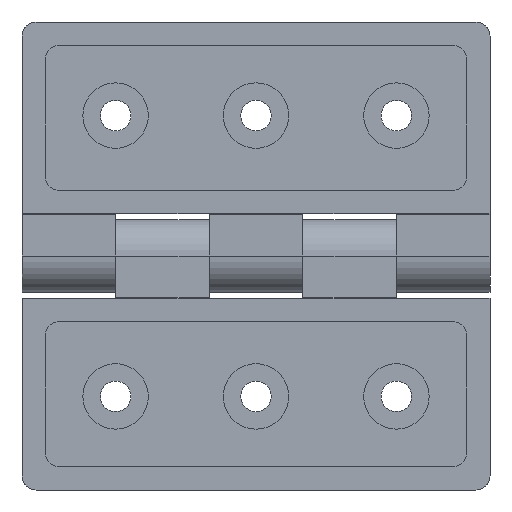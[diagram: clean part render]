
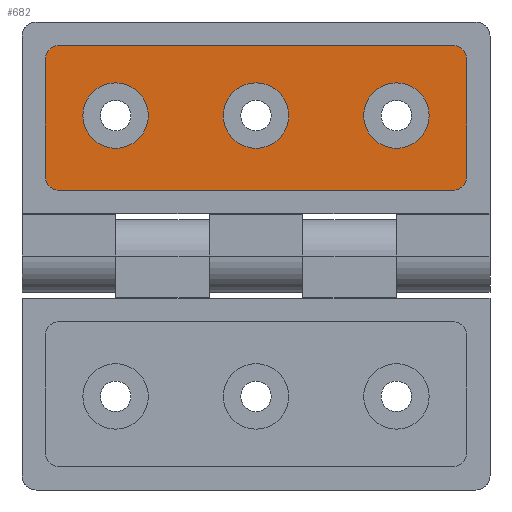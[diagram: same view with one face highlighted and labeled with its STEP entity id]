
A CAD part, front view. The second image highlights one B-rep face of the part: STEP entity #682.
In plain terms, the highlighted planar face has unit normal (0, -1, 0).
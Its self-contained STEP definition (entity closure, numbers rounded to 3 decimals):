
#194 = EDGE_CURVE ( 'NONE', #205, #204, #1784, .T. ) ;
#204 = VERTEX_POINT ( 'NONE', #1823 ) ;
#205 = VERTEX_POINT ( 'NONE', #1822 ) ;
#244 = EDGE_CURVE ( 'NONE', #245, #246, #1869, .T. ) ;
#245 = VERTEX_POINT ( 'NONE', #1926 ) ;
#246 = VERTEX_POINT ( 'NONE', #1925 ) ;
#263 = EDGE_CURVE ( 'NONE', #264, #265, #1956, .T. ) ;
#264 = VERTEX_POINT ( 'NONE', #1951 ) ;
#265 = VERTEX_POINT ( 'NONE', #1950 ) ;
#591 = VERTEX_POINT ( 'NONE', #2486 ) ;
#593 = EDGE_CURVE ( 'NONE', #594, #591, #2485, .T. ) ;
#594 = VERTEX_POINT ( 'NONE', #2480 ) ;
#627 = VERTEX_POINT ( 'NONE', #2515 ) ;
#635 = EDGE_CURVE ( 'NONE', #636, #627, #2571, .T. ) ;
#636 = VERTEX_POINT ( 'NONE', #2567 ) ;
#643 = EDGE_CURVE ( 'NONE', #644, #662, #2556, .T. ) ;
#644 = VERTEX_POINT ( 'NONE', #2552 ) ;
#652 = EDGE_CURVE ( 'NONE', #653, #594, #2604, .T. ) ;
#653 = VERTEX_POINT ( 'NONE', #2600 ) ;
#661 = EDGE_CURVE ( 'NONE', #662, #653, #2588, .T. ) ;
#662 = VERTEX_POINT ( 'NONE', #2584 ) ;
#666 = EDGE_CURVE ( 'NONE', #265, #264, #2582, .T. ) ;
#667 = EDGE_LOOP ( 'NONE', ( #668, #669 ) ) ;
#668 = ORIENTED_EDGE ( 'NONE', *, *, #194, .F. ) ;
#669 = ORIENTED_EDGE ( 'NONE', *, *, #670, .F. ) ;
#670 = EDGE_CURVE ( 'NONE', #204, #205, #2577, .T. ) ;
#671 = EDGE_LOOP ( 'NONE', ( #672, #673, #674, #675, #676, #677, #732, #733 ) ) ;
#672 = ORIENTED_EDGE ( 'NONE', *, *, #593, .T. ) ;
#673 = ORIENTED_EDGE ( 'NONE', *, *, #680, .T. ) ;
#674 = ORIENTED_EDGE ( 'NONE', *, *, #696, .T. ) ;
#675 = ORIENTED_EDGE ( 'NONE', *, *, #635, .T. ) ;
#676 = ORIENTED_EDGE ( 'NONE', *, *, #705, .T. ) ;
#677 = ORIENTED_EDGE ( 'NONE', *, *, #643, .T. ) ;
#680 = EDGE_CURVE ( 'NONE', #591, #697, #2638, .T. ) ;
#682 = ADVANCED_FACE ( 'NONE', ( #2634, #2633, #2632, #2631 ), #2630, .F. ) ;
#683 = EDGE_LOOP ( 'NONE', ( #684, #685 ) ) ;
#684 = ORIENTED_EDGE ( 'NONE', *, *, #244, .F. ) ;
#685 = ORIENTED_EDGE ( 'NONE', *, *, #686, .F. ) ;
#686 = EDGE_CURVE ( 'NONE', #246, #245, #2625, .T. ) ;
#687 = EDGE_LOOP ( 'NONE', ( #688, #689 ) ) ;
#688 = ORIENTED_EDGE ( 'NONE', *, *, #263, .F. ) ;
#689 = ORIENTED_EDGE ( 'NONE', *, *, #666, .F. ) ;
#696 = EDGE_CURVE ( 'NONE', #697, #636, #2609, .T. ) ;
#697 = VERTEX_POINT ( 'NONE', #2605 ) ;
#705 = EDGE_CURVE ( 'NONE', #627, #644, #2660, .T. ) ;
#732 = ORIENTED_EDGE ( 'NONE', *, *, #661, .T. ) ;
#733 = ORIENTED_EDGE ( 'NONE', *, *, #652, .T. ) ;
#1780 = DIRECTION ( 'NONE',  ( 0., 0., -1. ) ) ;
#1781 = DIRECTION ( 'NONE',  ( 0., -1., 0. ) ) ;
#1782 = CARTESIAN_POINT ( 'NONE',  ( -30., -6.5, 30. ) ) ;
#1783 = AXIS2_PLACEMENT_3D ( 'NONE', #1782, #1781, #1780 ) ;
#1784 = CIRCLE ( 'NONE', #1783, 7. ) ;
#1822 = CARTESIAN_POINT ( 'NONE',  ( -30., -6.5, 23. ) ) ;
#1823 = CARTESIAN_POINT ( 'NONE',  ( -30., -6.5, 37. ) ) ;
#1867 = DIRECTION ( 'NONE',  ( 0., -1., 0. ) ) ;
#1868 = AXIS2_PLACEMENT_3D ( 'NONE', #1875, #1867, #1927 ) ;
#1869 = CIRCLE ( 'NONE', #1868, 7. ) ;
#1875 = CARTESIAN_POINT ( 'NONE',  ( 30., -6.5, 30. ) ) ;
#1925 = CARTESIAN_POINT ( 'NONE',  ( 30., -6.5, 37. ) ) ;
#1926 = CARTESIAN_POINT ( 'NONE',  ( 30., -6.5, 23. ) ) ;
#1927 = DIRECTION ( 'NONE',  ( 0., 0., -1. ) ) ;
#1950 = CARTESIAN_POINT ( 'NONE',  ( 0., -6.5, 37. ) ) ;
#1951 = CARTESIAN_POINT ( 'NONE',  ( 0., -6.5, 23. ) ) ;
#1952 = DIRECTION ( 'NONE',  ( 0., 0., -1. ) ) ;
#1953 = DIRECTION ( 'NONE',  ( 0., -1., 0. ) ) ;
#1954 = CARTESIAN_POINT ( 'NONE',  ( 0., -6.5, 30. ) ) ;
#1955 = AXIS2_PLACEMENT_3D ( 'NONE', #1954, #1953, #1952 ) ;
#1956 = CIRCLE ( 'NONE', #1955, 7. ) ;
#2480 = CARTESIAN_POINT ( 'NONE',  ( -42., -6.5, 45. ) ) ;
#2481 = DIRECTION ( 'NONE',  ( 0., 0., 1. ) ) ;
#2482 = DIRECTION ( 'NONE',  ( 0., -1., 0. ) ) ;
#2483 = CARTESIAN_POINT ( 'NONE',  ( -42., -6.5, 42. ) ) ;
#2484 = AXIS2_PLACEMENT_3D ( 'NONE', #2483, #2482, #2481 ) ;
#2485 = CIRCLE ( 'NONE', #2484, 3. ) ;
#2486 = CARTESIAN_POINT ( 'NONE',  ( -45., -6.5, 42. ) ) ;
#2515 = CARTESIAN_POINT ( 'NONE',  ( 42., -6.5, 14. ) ) ;
#2552 = CARTESIAN_POINT ( 'NONE',  ( 45., -6.5, 17. ) ) ;
#2553 = DIRECTION ( 'NONE',  ( 0., 0., 1. ) ) ;
#2554 = VECTOR ( 'NONE', #2553, 1000. ) ;
#2555 = CARTESIAN_POINT ( 'NONE',  ( 45., -6.5, 42. ) ) ;
#2556 = LINE ( 'NONE', #2555, #2554 ) ;
#2567 = CARTESIAN_POINT ( 'NONE',  ( -42., -6.5, 14. ) ) ;
#2568 = DIRECTION ( 'NONE',  ( 1., 0., 0. ) ) ;
#2569 = VECTOR ( 'NONE', #2568, 1000. ) ;
#2570 = CARTESIAN_POINT ( 'NONE',  ( -42., -6.5, 14. ) ) ;
#2571 = LINE ( 'NONE', #2570, #2569 ) ;
#2574 = DIRECTION ( 'NONE',  ( 0., 0., -1. ) ) ;
#2575 = DIRECTION ( 'NONE',  ( 0., -1., 0. ) ) ;
#2576 = AXIS2_PLACEMENT_3D ( 'NONE', #2583, #2575, #2574 ) ;
#2577 = CIRCLE ( 'NONE', #2576, 7. ) ;
#2578 = DIRECTION ( 'NONE',  ( 0., 0., -1. ) ) ;
#2579 = DIRECTION ( 'NONE',  ( 0., -1., 0. ) ) ;
#2580 = CARTESIAN_POINT ( 'NONE',  ( 0., -6.5, 30. ) ) ;
#2581 = AXIS2_PLACEMENT_3D ( 'NONE', #2580, #2579, #2578 ) ;
#2582 = CIRCLE ( 'NONE', #2581, 7. ) ;
#2583 = CARTESIAN_POINT ( 'NONE',  ( -30., -6.5, 30. ) ) ;
#2584 = CARTESIAN_POINT ( 'NONE',  ( 45., -6.5, 42. ) ) ;
#2585 = DIRECTION ( 'NONE',  ( 0., 0., -1. ) ) ;
#2586 = DIRECTION ( 'NONE',  ( 0., -1., 0. ) ) ;
#2587 = AXIS2_PLACEMENT_3D ( 'NONE', #2593, #2586, #2585 ) ;
#2588 = CIRCLE ( 'NONE', #2587, 3. ) ;
#2593 = CARTESIAN_POINT ( 'NONE',  ( 42., -6.5, 42. ) ) ;
#2600 = CARTESIAN_POINT ( 'NONE',  ( 42., -6.5, 45. ) ) ;
#2601 = DIRECTION ( 'NONE',  ( -1., 0., 0. ) ) ;
#2602 = VECTOR ( 'NONE', #2601, 1000. ) ;
#2603 = CARTESIAN_POINT ( 'NONE',  ( -42., -6.5, 45. ) ) ;
#2604 = LINE ( 'NONE', #2603, #2602 ) ;
#2605 = CARTESIAN_POINT ( 'NONE',  ( -45., -6.5, 17. ) ) ;
#2606 = DIRECTION ( 'NONE',  ( 0., 0., 1. ) ) ;
#2607 = DIRECTION ( 'NONE',  ( 0., -1., 0. ) ) ;
#2608 = AXIS2_PLACEMENT_3D ( 'NONE', #2615, #2607, #2606 ) ;
#2609 = CIRCLE ( 'NONE', #2608, 3. ) ;
#2615 = CARTESIAN_POINT ( 'NONE',  ( -42., -6.5, 17. ) ) ;
#2621 = DIRECTION ( 'NONE',  ( 0., 0., -1. ) ) ;
#2622 = DIRECTION ( 'NONE',  ( 0., -1., 0. ) ) ;
#2623 = CARTESIAN_POINT ( 'NONE',  ( 30., -6.5, 30. ) ) ;
#2624 = AXIS2_PLACEMENT_3D ( 'NONE', #2623, #2622, #2621 ) ;
#2625 = CIRCLE ( 'NONE', #2624, 7. ) ;
#2626 = DIRECTION ( 'NONE',  ( 0., 0., 1. ) ) ;
#2627 = DIRECTION ( 'NONE',  ( 0., 1., 0. ) ) ;
#2628 = CARTESIAN_POINT ( 'NONE',  ( -42., -6.5, 42. ) ) ;
#2629 = AXIS2_PLACEMENT_3D ( 'NONE', #2628, #2627, #2626 ) ;
#2630 = PLANE ( 'NONE',  #2629 ) ;
#2631 = FACE_OUTER_BOUND ( 'NONE', #671, .T. ) ;
#2632 = FACE_BOUND ( 'NONE', #667, .T. ) ;
#2633 = FACE_BOUND ( 'NONE', #687, .T. ) ;
#2634 = FACE_BOUND ( 'NONE', #683, .T. ) ;
#2635 = DIRECTION ( 'NONE',  ( 0., 0., -1. ) ) ;
#2636 = VECTOR ( 'NONE', #2635, 1000. ) ;
#2637 = CARTESIAN_POINT ( 'NONE',  ( -45., -6.5, 42. ) ) ;
#2638 = LINE ( 'NONE', #2637, #2636 ) ;
#2656 = DIRECTION ( 'NONE',  ( 0., 0., 1. ) ) ;
#2657 = DIRECTION ( 'NONE',  ( 0., -1., 0. ) ) ;
#2658 = CARTESIAN_POINT ( 'NONE',  ( 42., -6.5, 17. ) ) ;
#2659 = AXIS2_PLACEMENT_3D ( 'NONE', #2658, #2657, #2656 ) ;
#2660 = CIRCLE ( 'NONE', #2659, 3. ) ;
